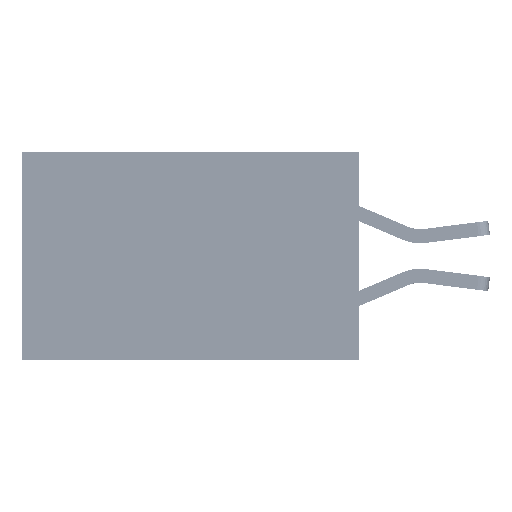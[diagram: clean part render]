
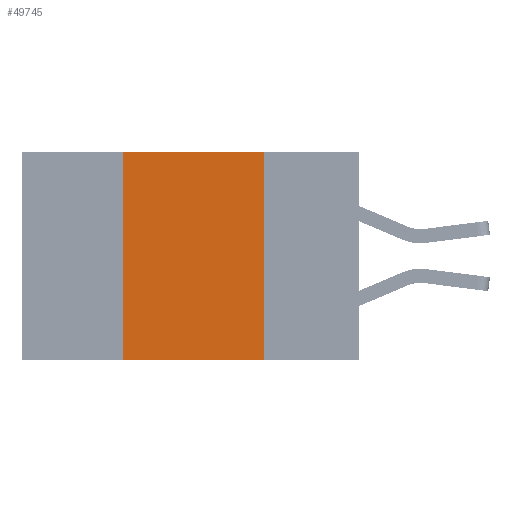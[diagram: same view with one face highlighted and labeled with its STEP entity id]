
A CAD part, left-side view. The second image highlights one B-rep face of the part: STEP entity #49745.
In plain terms, the highlighted planar face has unit normal (-1, 0, 0).
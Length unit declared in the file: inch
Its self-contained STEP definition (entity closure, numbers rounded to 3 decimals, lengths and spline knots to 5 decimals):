
#1725 = DIRECTION ( 'NONE',  ( 0., -1., 0. ) ) ;
#2914 = EDGE_CURVE ( 'NONE', #31703, #49476, #18458, .T. ) ;
#6834 = PLANE ( 'NONE',  #27135 ) ;
#7610 = CARTESIAN_POINT ( 'NONE',  ( 0., 0.17, 0. ) ) ;
#10157 = DIRECTION ( 'NONE',  ( 0., -1., 0. ) ) ;
#10473 = CARTESIAN_POINT ( 'NONE',  ( 0., 0.6, 0. ) ) ;
#13426 = LINE ( 'NONE', #38389, #49692 ) ;
#14653 = DIRECTION ( 'NONE',  ( 0., 0., 1. ) ) ;
#15267 = EDGE_LOOP ( 'NONE', ( #17795, #37215, #16266, #31362 ) ) ;
#16266 = ORIENTED_EDGE ( 'NONE', *, *, #25180, .F. ) ;
#17795 = ORIENTED_EDGE ( 'NONE', *, *, #2914, .F. ) ;
#18350 = DIRECTION ( 'NONE',  ( 0., 0., -1. ) ) ;
#18458 = LINE ( 'NONE', #7610, #35905 ) ;
#20161 = DIRECTION ( 'NONE',  ( 0., 0., -1. ) ) ;
#21315 = CARTESIAN_POINT ( 'NONE',  ( 0., 0.17, -0.37 ) ) ;
#25180 = EDGE_CURVE ( 'NONE', #27159, #27115, #13426, .T. ) ;
#27115 = VERTEX_POINT ( 'NONE', #43390 ) ;
#27135 = AXIS2_PLACEMENT_3D ( 'NONE', #10473, #42599, #18350 ) ;
#27159 = VERTEX_POINT ( 'NONE', #35363 ) ;
#28218 = CARTESIAN_POINT ( 'NONE',  ( 0., 0.17, 0. ) ) ;
#29424 = CARTESIAN_POINT ( 'NONE',  ( 0., 0.6, -0.37 ) ) ;
#31362 = ORIENTED_EDGE ( 'NONE', *, *, #48366, .T. ) ;
#31703 = VERTEX_POINT ( 'NONE', #28218 ) ;
#34065 = CARTESIAN_POINT ( 'NONE',  ( 0., 0.6, 0. ) ) ;
#34622 = EDGE_CURVE ( 'NONE', #27115, #31703, #50816, .T. ) ;
#35363 = CARTESIAN_POINT ( 'NONE',  ( 0., 0.42, -0.37 ) ) ;
#35905 = VECTOR ( 'NONE', #20161, 39.37008 ) ;
#36027 = LINE ( 'NONE', #29424, #41056 ) ;
#37215 = ORIENTED_EDGE ( 'NONE', *, *, #34622, .F. ) ;
#38389 = CARTESIAN_POINT ( 'NONE',  ( 0., 0.42, 0. ) ) ;
#41056 = VECTOR ( 'NONE', #1725, 39.37008 ) ;
#42599 = DIRECTION ( 'NONE',  ( 1., 0., 0. ) ) ;
#43390 = CARTESIAN_POINT ( 'NONE',  ( 0., 0.42, 0. ) ) ;
#48366 = EDGE_CURVE ( 'NONE', #27159, #49476, #36027, .T. ) ;
#48955 = VECTOR ( 'NONE', #10157, 39.37008 ) ;
#49476 = VERTEX_POINT ( 'NONE', #21315 ) ;
#49612 = FACE_OUTER_BOUND ( 'NONE', #15267, .T. ) ;
#49692 = VECTOR ( 'NONE', #14653, 39.37008 ) ;
#49745 = ADVANCED_FACE ( 'NONE', ( #49612 ), #6834, .F. ) ;
#50816 = LINE ( 'NONE', #34065, #48955 ) ;
